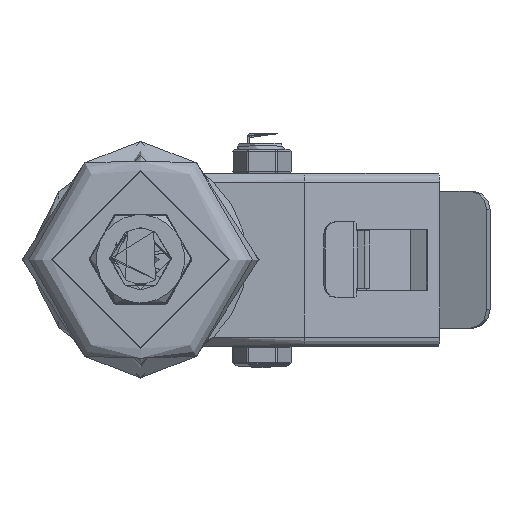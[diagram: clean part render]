
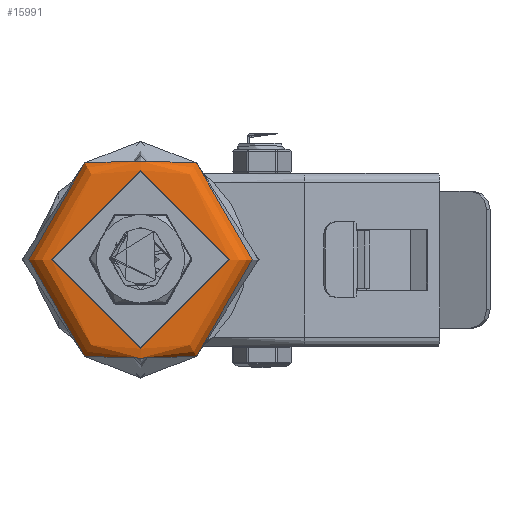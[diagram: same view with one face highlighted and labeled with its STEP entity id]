
A CAD part, top view. The second image highlights one B-rep face of the part: STEP entity #15991.
In plain terms, the highlighted toroidal (fillet/blend) face has major radius 29.34 mm and minor radius 8 mm.
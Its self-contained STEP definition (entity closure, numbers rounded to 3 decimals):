
#4319=FACE_OUTER_BOUND('',#5273,.T.);
#5273=EDGE_LOOP('',(#11135,#11136,#11137,#11138,#11139));
#6378=CIRCLE('',#17295,36.765);
#6379=CIRCLE('',#17296,36.765);
#6380=CIRCLE('',#17298,29.34);
#6381=CIRCLE('',#17299,8.);
#7001=VERTEX_POINT('',#23398);
#7002=VERTEX_POINT('',#23400);
#7003=VERTEX_POINT('',#23404);
#8615=EDGE_CURVE('',#7002,#7001,#6378,.T.);
#8616=EDGE_CURVE('',#7001,#7002,#6379,.T.);
#8617=EDGE_CURVE('',#7003,#7003,#6380,.T.);
#8618=EDGE_CURVE('',#7003,#7002,#6381,.T.);
#11135=ORIENTED_EDGE('',*,*,#8617,.T.);
#11136=ORIENTED_EDGE('',*,*,#8618,.T.);
#11137=ORIENTED_EDGE('',*,*,#8615,.T.);
#11138=ORIENTED_EDGE('',*,*,#8616,.T.);
#11139=ORIENTED_EDGE('',*,*,#8618,.F.);
#15948=TOROIDAL_SURFACE('',#17297,29.34,8.);
#15991=ADVANCED_FACE('',(#4319),#15948,.T.);
#17295=AXIS2_PLACEMENT_3D('',#23401,#18973,#18974);
#17296=AXIS2_PLACEMENT_3D('',#23402,#18975,#18976);
#17297=AXIS2_PLACEMENT_3D('',#23403,#18977,#18978);
#17298=AXIS2_PLACEMENT_3D('',#23405,#18979,#18980);
#17299=AXIS2_PLACEMENT_3D('',#23406,#18981,#18982);
#18973=DIRECTION('center_axis',(0.,0.,1.));
#18974=DIRECTION('ref_axis',(-1.,0.,0.));
#18975=DIRECTION('center_axis',(0.,0.,1.));
#18976=DIRECTION('ref_axis',(-1.,0.,0.));
#18977=DIRECTION('center_axis',(0.,0.,1.));
#18978=DIRECTION('ref_axis',(1.,0.,0.));
#18979=DIRECTION('center_axis',(0.,0.,-1.));
#18980=DIRECTION('ref_axis',(-1.,0.,0.));
#18981=DIRECTION('center_axis',(0.,-1.,0.));
#18982=DIRECTION('ref_axis',(-1.,0.,0.));
#23398=CARTESIAN_POINT('',(36.765,0.,-5.02));
#23400=CARTESIAN_POINT('',(-36.765,0.,-5.02));
#23401=CARTESIAN_POINT('Origin',(0.,0.,-5.02));
#23402=CARTESIAN_POINT('Origin',(0.,0.,-5.02));
#23403=CARTESIAN_POINT('Origin',(0.,0.,-8.));
#23404=CARTESIAN_POINT('',(-29.34,0.,0.));
#23405=CARTESIAN_POINT('Origin',(0.,0.,0.));
#23406=CARTESIAN_POINT('Origin',(-29.34,0.,
-8.));
